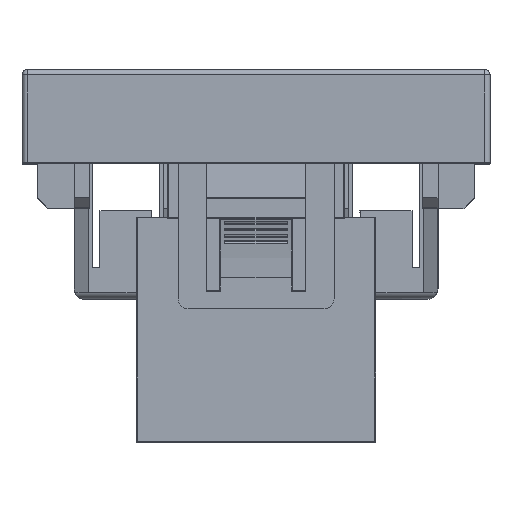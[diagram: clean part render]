
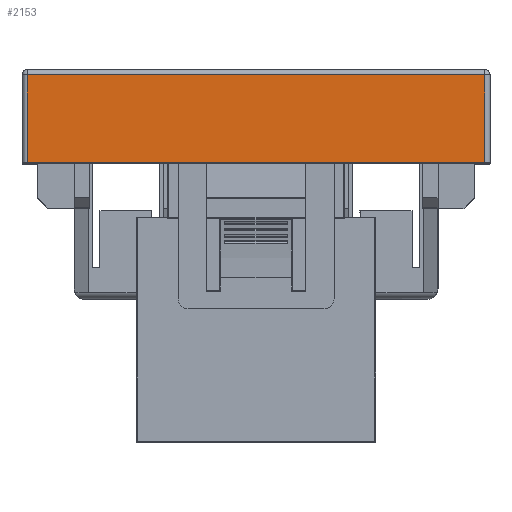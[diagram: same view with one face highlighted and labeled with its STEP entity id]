
A CAD part, top view. The second image highlights one B-rep face of the part: STEP entity #2153.
In plain terms, the highlighted planar face has unit normal (0, 0, 1).
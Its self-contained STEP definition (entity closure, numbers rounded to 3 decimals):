
#250 = ORIENTED_EDGE ( 'NONE', *, *, #21347, .T. ) ;
#1430 = VECTOR ( 'NONE', #6100, 1000. ) ;
#1923 = EDGE_CURVE ( 'NONE', #18184, #23063, #18331, .T. ) ;
#2153 = ADVANCED_FACE ( 'NONE', ( #7840 ), #21047, .F. ) ;
#2191 = CARTESIAN_POINT ( 'NONE',  ( -22., 0., 0. ) ) ;
#3664 = VECTOR ( 'NONE', #13690, 1000. ) ;
#3911 = DIRECTION ( 'NONE',  ( 0., 0., -1. ) ) ;
#3943 = EDGE_LOOP ( 'NONE', ( #13973, #250, #23686, #19803 ) ) ;
#4204 = CARTESIAN_POINT ( 'NONE',  ( -22., 8.5, 0. ) ) ;
#5361 = DIRECTION ( 'NONE',  ( 0., 1., 0. ) ) ;
#5394 = CARTESIAN_POINT ( 'NONE',  ( 22.5, 0.05, 0. ) ) ;
#6100 = DIRECTION ( 'NONE',  ( -1., 0., 0. ) ) ;
#6420 = VECTOR ( 'NONE', #5361, 1000. ) ;
#6548 = LINE ( 'NONE', #17570, #1430 ) ;
#7840 = FACE_OUTER_BOUND ( 'NONE', #3943, .T. ) ;
#9621 = CARTESIAN_POINT ( 'NONE',  ( 22.5, 0., 0. ) ) ;
#10368 = VERTEX_POINT ( 'NONE', #23565 ) ;
#11173 = CARTESIAN_POINT ( 'NONE',  ( 22., 9., 0. ) ) ;
#13097 = DIRECTION ( 'NONE',  ( 1., 0., 0. ) ) ;
#13690 = DIRECTION ( 'NONE',  ( 0., -1., 0. ) ) ;
#13699 = AXIS2_PLACEMENT_3D ( 'NONE', #9621, #3911, #17325 ) ;
#13973 = ORIENTED_EDGE ( 'NONE', *, *, #1923, .T. ) ;
#15304 = CARTESIAN_POINT ( 'NONE',  ( 22., 0.05, 0. ) ) ;
#15648 = EDGE_CURVE ( 'NONE', #10368, #18184, #6548, .T. ) ;
#16613 = LINE ( 'NONE', #11173, #6420 ) ;
#17325 = DIRECTION ( 'NONE',  ( -1., 0., 0. ) ) ;
#17570 = CARTESIAN_POINT ( 'NONE',  ( 22.5, 8.5, 0. ) ) ;
#17774 = LINE ( 'NONE', #5394, #22244 ) ;
#18184 = VERTEX_POINT ( 'NONE', #4204 ) ;
#18331 = LINE ( 'NONE', #2191, #3664 ) ;
#18505 = EDGE_CURVE ( 'NONE', #24726, #10368, #16613, .T. ) ;
#19803 = ORIENTED_EDGE ( 'NONE', *, *, #15648, .T. ) ;
#20981 = CARTESIAN_POINT ( 'NONE',  ( -22., 0.05, 0. ) ) ;
#21047 = PLANE ( 'NONE',  #13699 ) ;
#21347 = EDGE_CURVE ( 'NONE', #23063, #24726, #17774, .T. ) ;
#22244 = VECTOR ( 'NONE', #13097, 1000. ) ;
#23063 = VERTEX_POINT ( 'NONE', #20981 ) ;
#23565 = CARTESIAN_POINT ( 'NONE',  ( 22., 8.5, 0. ) ) ;
#23686 = ORIENTED_EDGE ( 'NONE', *, *, #18505, .T. ) ;
#24726 = VERTEX_POINT ( 'NONE', #15304 ) ;
